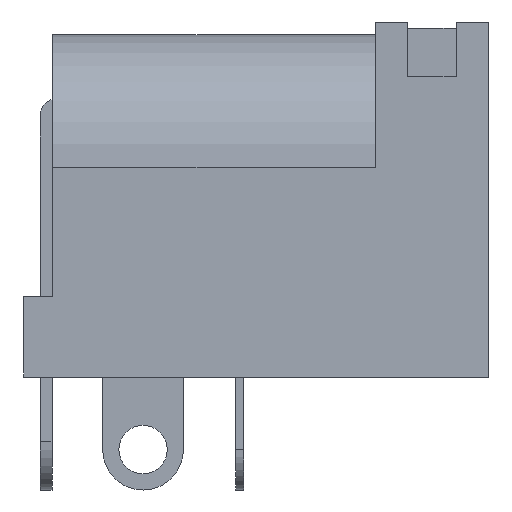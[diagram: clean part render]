
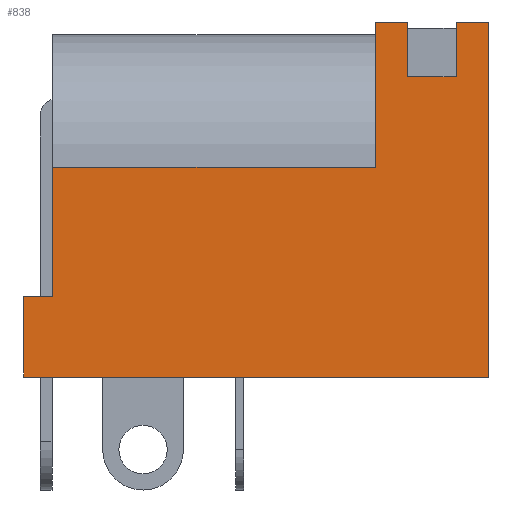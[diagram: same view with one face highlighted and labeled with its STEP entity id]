
A CAD part, left-side view. The second image highlights one B-rep face of the part: STEP entity #838.
In plain terms, the highlighted planar face has unit normal (-1, 0, 0).
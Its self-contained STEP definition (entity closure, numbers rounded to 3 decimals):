
#413 = VERTEX_POINT('',#414);
#414 = CARTESIAN_POINT('',(-4.45,0.7,2.5));
#431 = VERTEX_POINT('',#432);
#432 = CARTESIAN_POINT('',(-4.45,0.7,0.));
#438 = EDGE_CURVE('',#413,#431,#439,.T.);
#439 = LINE('',#440,#441);
#440 = CARTESIAN_POINT('',(-4.45,0.7,11.));
#441 = VECTOR('',#442,1.);
#442 = DIRECTION('',(0.,0.,-1.));
#567 = VERTEX_POINT('',#568);
#568 = CARTESIAN_POINT('',(-4.45,-13.7,0.));
#574 = EDGE_CURVE('',#431,#567,#575,.T.);
#575 = LINE('',#576,#577);
#576 = CARTESIAN_POINT('',(-4.45,0.7,0.));
#577 = VECTOR('',#578,1.);
#578 = DIRECTION('',(0.,-1.,0.));
#640 = EDGE_CURVE('',#641,#413,#643,.T.);
#641 = VERTEX_POINT('',#642);
#642 = CARTESIAN_POINT('',(-4.45,-0.2,2.5));
#643 = LINE('',#644,#645);
#644 = CARTESIAN_POINT('',(-4.45,0.7,2.5));
#645 = VECTOR('',#646,1.);
#646 = DIRECTION('',(0.,1.,0.));
#812 = VERTEX_POINT('',#813);
#813 = CARTESIAN_POINT('',(-4.45,-12.7,11.));
#819 = EDGE_CURVE('',#812,#820,#822,.T.);
#820 = VERTEX_POINT('',#821);
#821 = CARTESIAN_POINT('',(-4.45,-13.7,11.));
#822 = LINE('',#823,#824);
#823 = CARTESIAN_POINT('',(-4.45,0.7,11.));
#824 = VECTOR('',#825,1.);
#825 = DIRECTION('',(0.,-1.,0.));
#838 = ADVANCED_FACE('',(#839),#905,.T.);
#839 = FACE_BOUND('',#840,.T.);
#840 = EDGE_LOOP('',(#841,#842,#843,#844,#850,#851,#859,#867,#875,#883,
    #891,#899));
#841 = ORIENTED_EDGE('',*,*,#640,.T.);
#842 = ORIENTED_EDGE('',*,*,#438,.T.);
#843 = ORIENTED_EDGE('',*,*,#574,.T.);
#844 = ORIENTED_EDGE('',*,*,#845,.F.);
#845 = EDGE_CURVE('',#820,#567,#846,.T.);
#846 = LINE('',#847,#848);
#847 = CARTESIAN_POINT('',(-4.45,-13.7,11.));
#848 = VECTOR('',#849,1.);
#849 = DIRECTION('',(0.,0.,-1.));
#850 = ORIENTED_EDGE('',*,*,#819,.F.);
#851 = ORIENTED_EDGE('',*,*,#852,.F.);
#852 = EDGE_CURVE('',#853,#812,#855,.T.);
#853 = VERTEX_POINT('',#854);
#854 = CARTESIAN_POINT('',(-4.45,-12.7,9.3));
#855 = LINE('',#856,#857);
#856 = CARTESIAN_POINT('',(-4.45,-12.7,9.3));
#857 = VECTOR('',#858,1.);
#858 = DIRECTION('',(0.,0.,1.));
#859 = ORIENTED_EDGE('',*,*,#860,.F.);
#860 = EDGE_CURVE('',#861,#853,#863,.T.);
#861 = VERTEX_POINT('',#862);
#862 = CARTESIAN_POINT('',(-4.45,-11.2,9.3));
#863 = LINE('',#864,#865);
#864 = CARTESIAN_POINT('',(-4.45,-12.7,9.3));
#865 = VECTOR('',#866,1.);
#866 = DIRECTION('',(0.,-1.,0.));
#867 = ORIENTED_EDGE('',*,*,#868,.T.);
#868 = EDGE_CURVE('',#861,#869,#871,.T.);
#869 = VERTEX_POINT('',#870);
#870 = CARTESIAN_POINT('',(-4.45,-11.2,11.));
#871 = LINE('',#872,#873);
#872 = CARTESIAN_POINT('',(-4.45,-11.2,9.3));
#873 = VECTOR('',#874,1.);
#874 = DIRECTION('',(0.,0.,1.));
#875 = ORIENTED_EDGE('',*,*,#876,.F.);
#876 = EDGE_CURVE('',#877,#869,#879,.T.);
#877 = VERTEX_POINT('',#878);
#878 = CARTESIAN_POINT('',(-4.45,-10.2,11.));
#879 = LINE('',#880,#881);
#880 = CARTESIAN_POINT('',(-4.45,0.7,11.));
#881 = VECTOR('',#882,1.);
#882 = DIRECTION('',(0.,-1.,0.));
#883 = ORIENTED_EDGE('',*,*,#884,.T.);
#884 = EDGE_CURVE('',#877,#885,#887,.T.);
#885 = VERTEX_POINT('',#886);
#886 = CARTESIAN_POINT('',(-4.45,-10.2,6.5));
#887 = LINE('',#888,#889);
#888 = CARTESIAN_POINT('',(-4.45,-10.2,11.));
#889 = VECTOR('',#890,1.);
#890 = DIRECTION('',(0.,0.,-1.));
#891 = ORIENTED_EDGE('',*,*,#892,.F.);
#892 = EDGE_CURVE('',#893,#885,#895,.T.);
#893 = VERTEX_POINT('',#894);
#894 = CARTESIAN_POINT('',(-4.45,-0.2,6.5));
#895 = LINE('',#896,#897);
#896 = CARTESIAN_POINT('',(-4.45,0.7,6.5));
#897 = VECTOR('',#898,1.);
#898 = DIRECTION('',(0.,-1.,0.));
#899 = ORIENTED_EDGE('',*,*,#900,.T.);
#900 = EDGE_CURVE('',#893,#641,#901,.T.);
#901 = LINE('',#902,#903);
#902 = CARTESIAN_POINT('',(-4.45,-0.2,2.5));
#903 = VECTOR('',#904,1.);
#904 = DIRECTION('',(0.,0.,-1.));
#905 = PLANE('',#906);
#906 = AXIS2_PLACEMENT_3D('',#907,#908,#909);
#907 = CARTESIAN_POINT('',(-4.45,0.7,11.));
#908 = DIRECTION('',(-1.,0.,0.));
#909 = DIRECTION('',(0.,0.,-1.));
